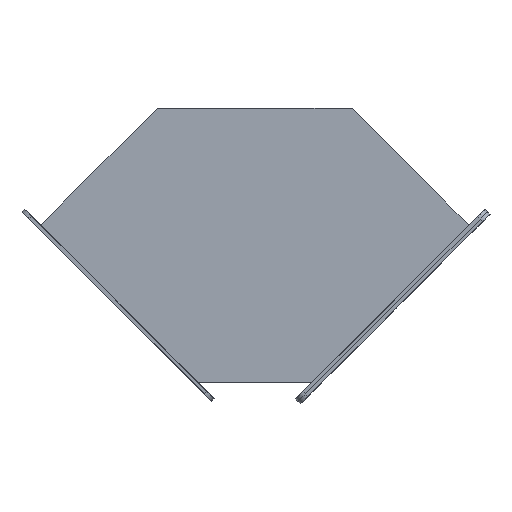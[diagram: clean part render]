
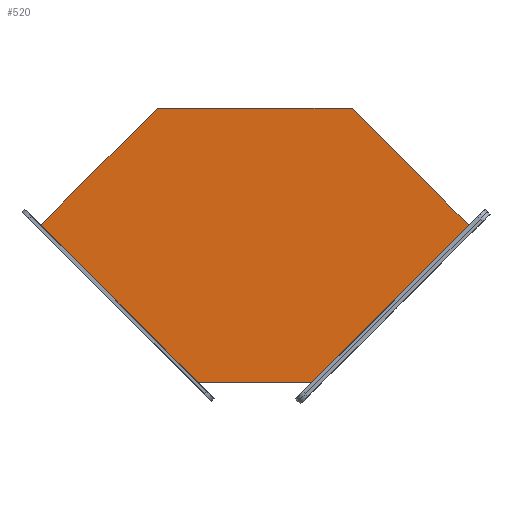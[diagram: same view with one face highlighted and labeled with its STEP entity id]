
A CAD part, front view. The second image highlights one B-rep face of the part: STEP entity #520.
In plain terms, the highlighted planar face has unit normal (0, -1, 0).
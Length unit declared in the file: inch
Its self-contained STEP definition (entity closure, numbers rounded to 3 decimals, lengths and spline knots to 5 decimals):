
#2 = DIRECTION ( 'NONE',  ( 0.707, 0., 0.707 ) ) ;
#88 = CARTESIAN_POINT ( 'NONE',  ( -2.035, -4., 0. ) ) ;
#109 = ORIENTED_EDGE ( 'NONE', *, *, #333, .F. ) ;
#123 = CARTESIAN_POINT ( 'NONE',  ( 0., -4., 0. ) ) ;
#127 = EDGE_CURVE ( 'NONE', #878, #961, #854, .T. ) ;
#333 = EDGE_CURVE ( 'NONE', #647, #842, #349, .T. ) ;
#349 = LINE ( 'NONE', #2025, #1961 ) ;
#503 = VERTEX_POINT ( 'NONE', #2375 ) ;
#520 = ADVANCED_FACE ( 'NONE', ( #2394 ), #1551, .F. ) ;
#562 = DIRECTION ( 'NONE',  ( 1., 0., 0. ) ) ;
#639 = AXIS2_PLACEMENT_3D ( 'NONE', #123, #987, #3270 ) ;
#647 = VERTEX_POINT ( 'NONE', #1066 ) ;
#842 = VERTEX_POINT ( 'NONE', #2407 ) ;
#854 = LINE ( 'NONE', #1997, #1244 ) ;
#878 = VERTEX_POINT ( 'NONE', #2106 ) ;
#961 = VERTEX_POINT ( 'NONE', #1899 ) ;
#987 = DIRECTION ( 'NONE',  ( 0., 1., 0. ) ) ;
#1018 = VECTOR ( 'NONE', #3515, 39.37008 ) ;
#1066 = CARTESIAN_POINT ( 'NONE',  ( -7.69191, -4., 5.65691 ) ) ;
#1073 = VECTOR ( 'NONE', #3410, 39.37008 ) ;
#1162 = DIRECTION ( 'NONE',  ( 0.707, 0., -0.707 ) ) ;
#1170 = EDGE_CURVE ( 'NONE', #2935, #647, #2294, .T. ) ;
#1219 = EDGE_CURVE ( 'NONE', #842, #878, #3390, .T. ) ;
#1244 = VECTOR ( 'NONE', #1162, 39.37008 ) ;
#1437 = ORIENTED_EDGE ( 'NONE', *, *, #1170, .F. ) ;
#1477 = ORIENTED_EDGE ( 'NONE', *, *, #1219, .F. ) ;
#1519 = CARTESIAN_POINT ( 'NONE',  ( 7.69191, -4., 5.65691 ) ) ;
#1536 = LINE ( 'NONE', #1519, #2338 ) ;
#1551 = PLANE ( 'NONE',  #639 ) ;
#1727 = CARTESIAN_POINT ( 'NONE',  ( -3.49482, -4., 9.854 ) ) ;
#1899 = CARTESIAN_POINT ( 'NONE',  ( 7.69191, -4., 5.65691 ) ) ;
#1961 = VECTOR ( 'NONE', #2, 39.37008 ) ;
#1997 = CARTESIAN_POINT ( 'NONE',  ( 3.49482, -4., 9.854 ) ) ;
#2012 = EDGE_CURVE ( 'NONE', #961, #503, #1536, .T. ) ;
#2025 = CARTESIAN_POINT ( 'NONE',  ( -7.69191, -4., 5.65691 ) ) ;
#2106 = CARTESIAN_POINT ( 'NONE',  ( 3.49482, -4., 9.854 ) ) ;
#2294 = LINE ( 'NONE', #3669, #1073 ) ;
#2338 = VECTOR ( 'NONE', #3519, 39.37008 ) ;
#2375 = CARTESIAN_POINT ( 'NONE',  ( 2.035, -4., 0. ) ) ;
#2394 = FACE_OUTER_BOUND ( 'NONE', #3242, .T. ) ;
#2407 = CARTESIAN_POINT ( 'NONE',  ( -3.49482, -4., 9.854 ) ) ;
#2440 = VECTOR ( 'NONE', #562, 39.37008 ) ;
#2517 = EDGE_CURVE ( 'NONE', #503, #2935, #3567, .T. ) ;
#2658 = ORIENTED_EDGE ( 'NONE', *, *, #2517, .F. ) ;
#2817 = ORIENTED_EDGE ( 'NONE', *, *, #127, .F. ) ;
#2935 = VERTEX_POINT ( 'NONE', #88 ) ;
#2956 = CARTESIAN_POINT ( 'NONE',  ( 2.035, -4., 0. ) ) ;
#3172 = ORIENTED_EDGE ( 'NONE', *, *, #2012, .F. ) ;
#3242 = EDGE_LOOP ( 'NONE', ( #1437, #2658, #3172, #2817, #1477, #109 ) ) ;
#3270 = DIRECTION ( 'NONE',  ( 0., 0., 1. ) ) ;
#3390 = LINE ( 'NONE', #1727, #2440 ) ;
#3410 = DIRECTION ( 'NONE',  ( -0.707, 0., 0.707 ) ) ;
#3515 = DIRECTION ( 'NONE',  ( -1., 0., 0. ) ) ;
#3519 = DIRECTION ( 'NONE',  ( -0.707, 0., -0.707 ) ) ;
#3567 = LINE ( 'NONE', #2956, #1018 ) ;
#3669 = CARTESIAN_POINT ( 'NONE',  ( -2.035, -4., 0. ) ) ;
